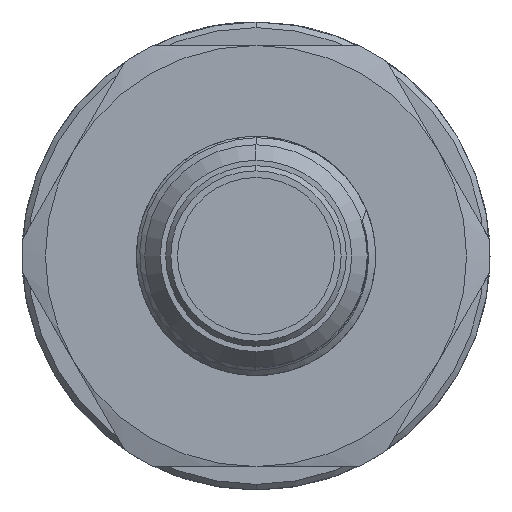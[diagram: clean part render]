
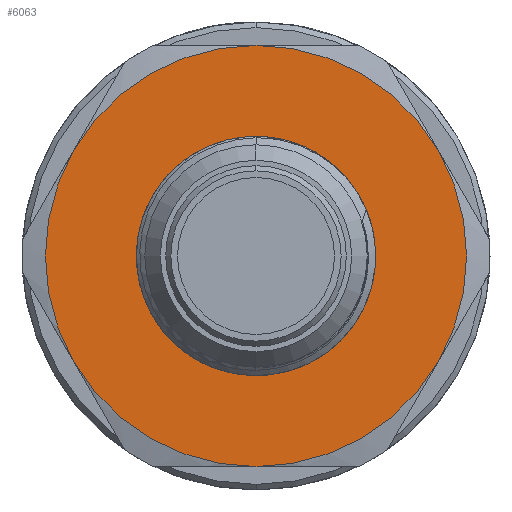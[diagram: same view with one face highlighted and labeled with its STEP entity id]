
A CAD part, left-side view. The second image highlights one B-rep face of the part: STEP entity #6063.
In plain terms, the highlighted planar face has unit normal (-1, 0, 0).
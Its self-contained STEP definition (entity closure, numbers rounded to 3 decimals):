
#481 = VERTEX_POINT ( 'NONE', #1362 ) ;
#1017 = CIRCLE ( 'NONE', #1837, 15.964 ) ;
#1362 = CARTESIAN_POINT ( 'NONE',  ( 774.506, 1034.667, -14.287 ) ) ;
#1391 = DIRECTION ( 'NONE',  ( -1., 0., 0. ) ) ;
#1553 = DIRECTION ( 'NONE',  ( 0., 0., -1. ) ) ;
#1613 = EDGE_CURVE ( 'NONE', #10121, #9142, #4599, .T. ) ;
#1707 = ORIENTED_EDGE ( 'NONE', *, *, #4228, .F. ) ;
#1837 = AXIS2_PLACEMENT_3D ( 'NONE', #3468, #1391, #5525 ) ;
#2195 = EDGE_LOOP ( 'NONE', ( #6837, #1707 ) ) ;
#2681 = CIRCLE ( 'NONE', #12865, 28.575 ) ;
#2844 = CARTESIAN_POINT ( 'NONE',  ( 774.506, 1059.414, 0. ) ) ;
#2868 = DIRECTION ( 'NONE',  ( 1., 0., 0. ) ) ;
#2909 = DIRECTION ( 'NONE',  ( 0., 0., 1. ) ) ;
#2941 = CARTESIAN_POINT ( 'NONE',  ( 774.506, 1059.414, 0. ) ) ;
#3309 = ORIENTED_EDGE ( 'NONE', *, *, #13366, .T. ) ;
#3438 = VERTEX_POINT ( 'NONE', #6363 ) ;
#3468 = CARTESIAN_POINT ( 'NONE',  ( 774.506, 1059.414, 0. ) ) ;
#3513 = CARTESIAN_POINT ( 'NONE',  ( 774.506, 1059.414, 15.964 ) ) ;
#3560 = DIRECTION ( 'NONE',  ( -1., 0., 0. ) ) ;
#3569 = AXIS2_PLACEMENT_3D ( 'NONE', #8005, #2868, #1553 ) ;
#3692 = ORIENTED_EDGE ( 'NONE', *, *, #5512, .T. ) ;
#3755 = FACE_OUTER_BOUND ( 'NONE', #4823, .T. ) ;
#4228 = EDGE_CURVE ( 'NONE', #9142, #10121, #1017, .T. ) ;
#4450 = VERTEX_POINT ( 'NONE', #11403 ) ;
#4599 = CIRCLE ( 'NONE', #11539, 15.964 ) ;
#4622 = CARTESIAN_POINT ( 'NONE',  ( 774.506, 1059.414, 28.575 ) ) ;
#4788 = DIRECTION ( 'NONE',  ( -1., 0., 0. ) ) ;
#4823 = EDGE_LOOP ( 'NONE', ( #12553, #3692, #5730, #7967, #3309, #8594 ) ) ;
#4861 = DIRECTION ( 'NONE',  ( -1., 0., 0. ) ) ;
#5512 = EDGE_CURVE ( 'NONE', #10198, #3438, #5832, .T. ) ;
#5525 = DIRECTION ( 'NONE',  ( 0., 0., 1. ) ) ;
#5730 = ORIENTED_EDGE ( 'NONE', *, *, #7606, .T. ) ;
#5832 = CIRCLE ( 'NONE', #8410, 28.575 ) ;
#6063 = ADVANCED_FACE ( 'NONE', ( #8600, #3755 ), #6673, .F. ) ;
#6178 = DIRECTION ( 'NONE',  ( -1., 0., 0. ) ) ;
#6363 = CARTESIAN_POINT ( 'NONE',  ( 774.506, 1084.16, -14.288 ) ) ;
#6554 = CIRCLE ( 'NONE', #10728, 28.575 ) ;
#6565 = AXIS2_PLACEMENT_3D ( 'NONE', #2941, #7026, #10169 ) ;
#6673 = PLANE ( 'NONE',  #3569 ) ;
#6837 = ORIENTED_EDGE ( 'NONE', *, *, #1613, .F. ) ;
#6879 = DIRECTION ( 'NONE',  ( -1., 0., 0. ) ) ;
#7026 = DIRECTION ( 'NONE',  ( -1., 0., 0. ) ) ;
#7606 = EDGE_CURVE ( 'NONE', #3438, #13327, #11053, .T. ) ;
#7850 = DIRECTION ( 'NONE',  ( 0., 0., 1. ) ) ;
#7967 = ORIENTED_EDGE ( 'NONE', *, *, #10941, .T. ) ;
#8005 = CARTESIAN_POINT ( 'NONE',  ( 774.506, 1075.378, 0. ) ) ;
#8410 = AXIS2_PLACEMENT_3D ( 'NONE', #13060, #4788, #12057 ) ;
#8594 = ORIENTED_EDGE ( 'NONE', *, *, #11818, .T. ) ;
#8600 = FACE_BOUND ( 'NONE', #2195, .T. ) ;
#8805 = DIRECTION ( 'NONE',  ( 0., 0., 1. ) ) ;
#9083 = DIRECTION ( 'NONE',  ( -1., 0., 0. ) ) ;
#9142 = VERTEX_POINT ( 'NONE', #11724 ) ;
#10055 = CARTESIAN_POINT ( 'NONE',  ( 774.506, 1084.16, 14.287 ) ) ;
#10076 = CARTESIAN_POINT ( 'NONE',  ( 774.506, 1059.414, 0. ) ) ;
#10121 = VERTEX_POINT ( 'NONE', #3513 ) ;
#10169 = DIRECTION ( 'NONE',  ( 0., 0., 1. ) ) ;
#10198 = VERTEX_POINT ( 'NONE', #10055 ) ;
#10229 = CARTESIAN_POINT ( 'NONE',  ( 774.506, 1059.414, 0. ) ) ;
#10530 = EDGE_CURVE ( 'NONE', #11719, #10198, #11255, .T. ) ;
#10728 = AXIS2_PLACEMENT_3D ( 'NONE', #12906, #3560, #8805 ) ;
#10743 = CIRCLE ( 'NONE', #6565, 28.575 ) ;
#10941 = EDGE_CURVE ( 'NONE', #13327, #481, #2681, .T. ) ;
#11053 = CIRCLE ( 'NONE', #11378, 28.575 ) ;
#11096 = CARTESIAN_POINT ( 'NONE',  ( 774.506, 1059.414, -28.575 ) ) ;
#11157 = CARTESIAN_POINT ( 'NONE',  ( 774.506, 1059.414, 0. ) ) ;
#11255 = CIRCLE ( 'NONE', #13284, 28.575 ) ;
#11378 = AXIS2_PLACEMENT_3D ( 'NONE', #11157, #9083, #2909 ) ;
#11403 = CARTESIAN_POINT ( 'NONE',  ( 774.506, 1034.667, 14.287 ) ) ;
#11539 = AXIS2_PLACEMENT_3D ( 'NONE', #10076, #6879, #7850 ) ;
#11719 = VERTEX_POINT ( 'NONE', #4622 ) ;
#11724 = CARTESIAN_POINT ( 'NONE',  ( 774.506, 1059.414, -15.964 ) ) ;
#11818 = EDGE_CURVE ( 'NONE', #4450, #11719, #10743, .T. ) ;
#12057 = DIRECTION ( 'NONE',  ( 0., 0., 1. ) ) ;
#12175 = DIRECTION ( 'NONE',  ( 0., 0., 1. ) ) ;
#12466 = DIRECTION ( 'NONE',  ( 0., 0., 1. ) ) ;
#12553 = ORIENTED_EDGE ( 'NONE', *, *, #10530, .T. ) ;
#12865 = AXIS2_PLACEMENT_3D ( 'NONE', #2844, #4861, #12175 ) ;
#12906 = CARTESIAN_POINT ( 'NONE',  ( 774.506, 1059.414, 0. ) ) ;
#13060 = CARTESIAN_POINT ( 'NONE',  ( 774.506, 1059.414, 0. ) ) ;
#13284 = AXIS2_PLACEMENT_3D ( 'NONE', #10229, #6178, #12466 ) ;
#13327 = VERTEX_POINT ( 'NONE', #11096 ) ;
#13366 = EDGE_CURVE ( 'NONE', #481, #4450, #6554, .T. ) ;
